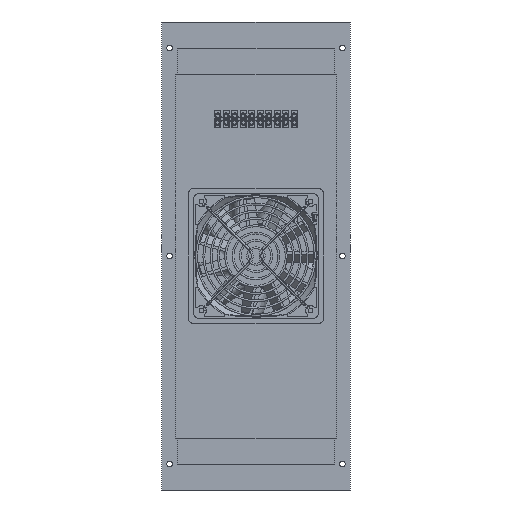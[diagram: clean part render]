
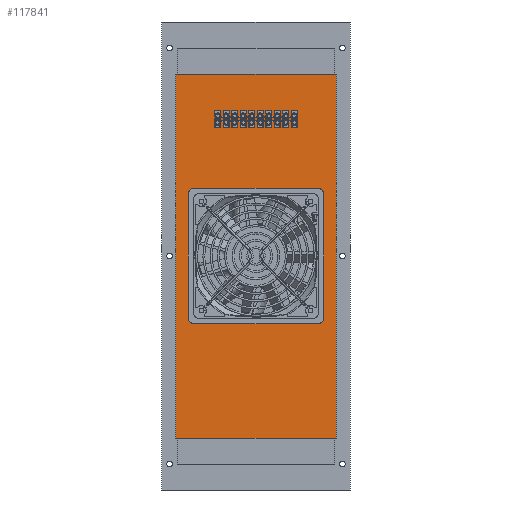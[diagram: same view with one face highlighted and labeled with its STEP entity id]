
A CAD part, front view. The second image highlights one B-rep face of the part: STEP entity #117841.
In plain terms, the highlighted face is planar.
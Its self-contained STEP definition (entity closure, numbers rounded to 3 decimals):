
#3318 = CARTESIAN_POINT ( 'NONE',  ( 145.521, 51., 350. ) ) ;
#3348 = CARTESIAN_POINT ( 'NONE',  ( -8.479, 51., 0. ) ) ;
#11801 = VERTEX_POINT ( 'NONE', #3348 ) ;
#13828 = ORIENTED_EDGE ( 'NONE', *, *, #95287, .F. ) ;
#18712 = ORIENTED_EDGE ( 'NONE', *, *, #119619, .T. ) ;
#22733 = DIRECTION ( 'NONE',  ( 0., -1., 0. ) ) ;
#34590 = DIRECTION ( 'NONE',  ( 1., 0., 0. ) ) ;
#44719 = EDGE_CURVE ( 'NONE', #118982, #170461, #131772, .T. ) ;
#45248 = AXIS2_PLACEMENT_3D ( 'NONE', #157355, #22733, #34590 ) ;
#48249 = EDGE_LOOP ( 'NONE', ( #56191, #13828, #127370, #18712 ) ) ;
#48377 = DIRECTION ( 'NONE',  ( -1., 0., 0. ) ) ;
#49991 = VERTEX_POINT ( 'NONE', #152446 ) ;
#54244 = EDGE_CURVE ( 'NONE', #49991, #11801, #55504, .T. ) ;
#55504 = LINE ( 'NONE', #130165, #91610 ) ;
#56191 = ORIENTED_EDGE ( 'NONE', *, *, #54244, .T. ) ;
#60903 = VECTOR ( 'NONE', #98558, 1000. ) ;
#62478 = PLANE ( 'NONE',  #45248 ) ;
#71614 = LINE ( 'NONE', #85502, #60903 ) ;
#78397 = LINE ( 'NONE', #148402, #84671 ) ;
#84671 = VECTOR ( 'NONE', #92715, 1000. ) ;
#85502 = CARTESIAN_POINT ( 'NONE',  ( -8.479, 51., 350. ) ) ;
#91610 = VECTOR ( 'NONE', #48377, 1000. ) ;
#92715 = DIRECTION ( 'NONE',  ( 0., 0., -1. ) ) ;
#95287 = EDGE_CURVE ( 'NONE', #170461, #11801, #71614, .T. ) ;
#98558 = DIRECTION ( 'NONE',  ( 0., 0., -1. ) ) ;
#114407 = DIRECTION ( 'NONE',  ( -1., 0., 0. ) ) ;
#117841 = ADVANCED_FACE ( 'NONE', ( #169987 ), #62478, .F. ) ;
#118982 = VERTEX_POINT ( 'NONE', #3318 ) ;
#119619 = EDGE_CURVE ( 'NONE', #118982, #49991, #78397, .T. ) ;
#127370 = ORIENTED_EDGE ( 'NONE', *, *, #44719, .F. ) ;
#130165 = CARTESIAN_POINT ( 'NONE',  ( -8.479, 51., 0. ) ) ;
#131772 = LINE ( 'NONE', #167824, #159346 ) ;
#133368 = CARTESIAN_POINT ( 'NONE',  ( -8.479, 51., 350. ) ) ;
#148402 = CARTESIAN_POINT ( 'NONE',  ( 145.521, 51., 350. ) ) ;
#152446 = CARTESIAN_POINT ( 'NONE',  ( 145.521, 51., 0. ) ) ;
#157355 = CARTESIAN_POINT ( 'NONE',  ( -8.479, 51., 350. ) ) ;
#159346 = VECTOR ( 'NONE', #114407, 1000. ) ;
#167824 = CARTESIAN_POINT ( 'NONE',  ( -8.479, 51., 350. ) ) ;
#169987 = FACE_OUTER_BOUND ( 'NONE', #48249, .T. ) ;
#170461 = VERTEX_POINT ( 'NONE', #133368 ) ;
